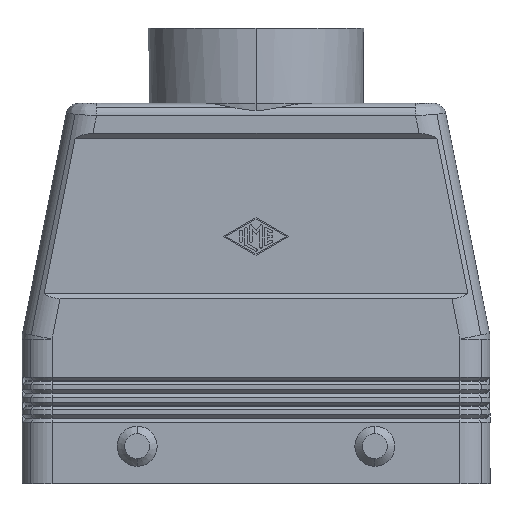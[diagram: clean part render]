
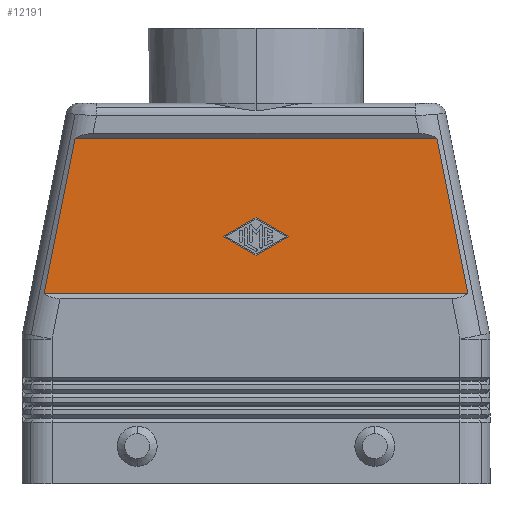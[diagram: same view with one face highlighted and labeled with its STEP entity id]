
A CAD part, front view. The second image highlights one B-rep face of the part: STEP entity #12191.
In plain terms, the highlighted planar face has unit normal (0, -1, 0).
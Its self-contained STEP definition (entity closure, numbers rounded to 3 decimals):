
#539=CARTESIAN_POINT('',(36.157,-20.5,69.0));
#540=VERTEX_POINT('',#539);
#548=CARTESIAN_POINT('',(42.323,-20.5,38.0));
#549=VERTEX_POINT('',#548);
#550=CARTESIAN_POINT('',(36.157,-20.5,69.0));
#551=DIRECTION('',(0.195,0.0,-0.981));
#552=VECTOR('',#551,31.607);
#553=LINE('',#550,#552);
#554=EDGE_CURVE('',#540,#549,#553,.T.);
#775=CARTESIAN_POINT('',(-42.323,-20.5,38.0));
#776=VERTEX_POINT('',#775);
#784=CARTESIAN_POINT('',(-36.157,-20.5,69.0));
#785=VERTEX_POINT('',#784);
#786=CARTESIAN_POINT('',(-42.323,-20.5,38.0));
#787=DIRECTION('',(0.195,0.0,0.981));
#788=VECTOR('',#787,31.607);
#789=LINE('',#786,#788);
#790=EDGE_CURVE('',#776,#785,#789,.T.);
#11336=CARTESIAN_POINT('',(0.,-20.5,53.149));
#11337=VERTEX_POINT('',#11336);
#11338=CARTESIAN_POINT('',(6.5,-20.5,49.4));
#11339=VERTEX_POINT('',#11338);
#11340=CARTESIAN_POINT('',(0.,-20.5,53.149));
#11341=DIRECTION('',(0.866,0.0,-0.5));
#11342=VECTOR('',#11341,7.504);
#11343=LINE('',#11340,#11342);
#11344=EDGE_CURVE('',#11337,#11339,#11343,.T.);
#11376=CARTESIAN_POINT('',(0.,-20.5,45.651));
#11377=VERTEX_POINT('',#11376);
#11378=CARTESIAN_POINT('',(6.5,-20.5,49.4));
#11379=DIRECTION('',(-0.866,0.0,-0.5));
#11380=VECTOR('',#11379,7.504);
#11381=LINE('',#11378,#11380);
#11382=EDGE_CURVE('',#11339,#11377,#11381,.T.);
#11460=CARTESIAN_POINT('',(-6.5,-20.5,49.4));
#11461=VERTEX_POINT('',#11460);
#11462=CARTESIAN_POINT('',(0.,-20.5,45.651));
#11463=DIRECTION('',(-0.866,0.0,0.5));
#11464=VECTOR('',#11463,7.504);
#11465=LINE('',#11462,#11464);
#11466=EDGE_CURVE('',#11377,#11461,#11465,.T.);
#11491=CARTESIAN_POINT('',(-6.5,-20.5,49.4));
#11492=DIRECTION('',(0.866,0.0,0.5));
#11493=VECTOR('',#11492,7.504);
#11494=LINE('',#11491,#11493);
#11495=EDGE_CURVE('',#11461,#11337,#11494,.T.);
#12164=CARTESIAN_POINT('',(0.0,-20.5,69.0));
#12165=DIRECTION('',(0.0,1.0,0.0));
#12166=DIRECTION('',(0.0,0.0,1.0));
#12167=AXIS2_PLACEMENT_3D('',#12164,#12165,#12166);
#12168=PLANE('',#12167);
#12169=ORIENTED_EDGE('',*,*,#554,.F.);
#12170=CARTESIAN_POINT('',(-36.157,-20.5,69.0));
#12171=DIRECTION('',(1.0,0.0,0.0));
#12172=VECTOR('',#12171,72.313);
#12173=LINE('',#12170,#12172);
#12174=EDGE_CURVE('',#785,#540,#12173,.T.);
#12175=ORIENTED_EDGE('',*,*,#12174,.F.);
#12176=ORIENTED_EDGE('',*,*,#790,.F.);
#12177=CARTESIAN_POINT('',(-42.323,-20.5,38.0));
#12178=DIRECTION('',(1.0,0.0,0.0));
#12179=VECTOR('',#12178,84.646);
#12180=LINE('',#12177,#12179);
#12181=EDGE_CURVE('',#776,#549,#12180,.T.);
#12182=ORIENTED_EDGE('',*,*,#12181,.T.);
#12183=EDGE_LOOP('',(#12169,#12175,#12176,#12182));
#12184=FACE_OUTER_BOUND('',#12183,.T.);
#12185=ORIENTED_EDGE('',*,*,#11466,.T.);
#12186=ORIENTED_EDGE('',*,*,#11495,.T.);
#12187=ORIENTED_EDGE('',*,*,#11344,.T.);
#12188=ORIENTED_EDGE('',*,*,#11382,.T.);
#12189=EDGE_LOOP('',(#12185,#12186,#12187,#12188));
#12190=FACE_BOUND('',#12189,.T.);
#12191=ADVANCED_FACE('',(#12184,#12190),#12168,.F.);
